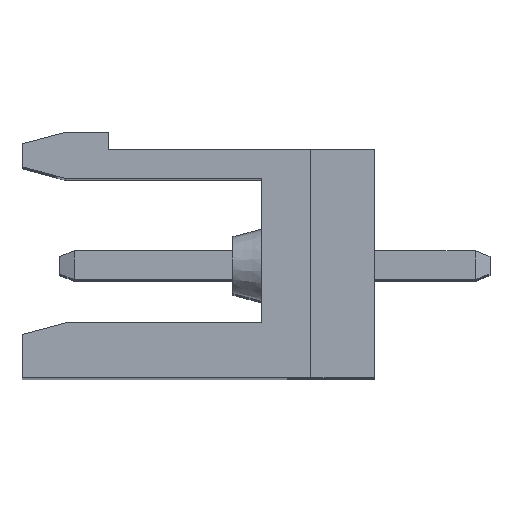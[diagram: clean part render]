
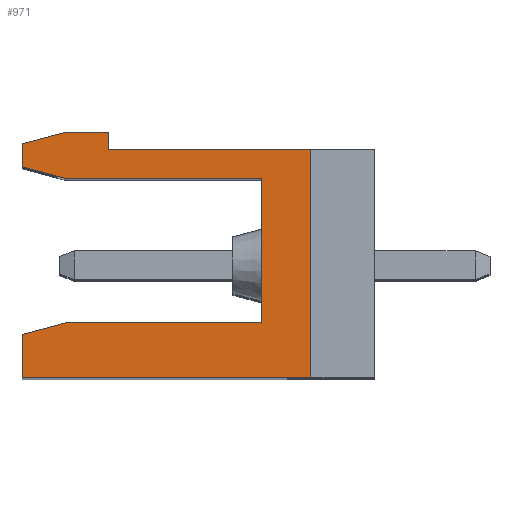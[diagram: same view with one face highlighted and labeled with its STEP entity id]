
A CAD part, top view. The second image highlights one B-rep face of the part: STEP entity #971.
In plain terms, the highlighted planar face has unit normal (0, 0, 1).
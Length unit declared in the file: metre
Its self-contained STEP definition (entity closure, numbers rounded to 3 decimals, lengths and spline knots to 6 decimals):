
#971=ADVANCED_FACE('',(#2128),#2129,.F.);
#2128=FACE_OUTER_BOUND('',#3472,.T.);
#2129=PLANE('',#3473);
#3472=EDGE_LOOP('',(#6222,#6223,#6224,#6225,#6226,#6227,#6228,#6229,#6230,#6231,#6232,#6233,#6234));
#3473=AXIS2_PLACEMENT_3D('',#6235,#6236,#6237);
#6222=ORIENTED_EDGE('',*,*,#8896,.F.);
#6223=ORIENTED_EDGE('',*,*,#8897,.F.);
#6224=ORIENTED_EDGE('',*,*,#8848,.F.);
#6225=ORIENTED_EDGE('',*,*,#8609,.F.);
#6226=ORIENTED_EDGE('',*,*,#8898,.T.);
#6227=ORIENTED_EDGE('',*,*,#8899,.T.);
#6228=ORIENTED_EDGE('',*,*,#8900,.T.);
#6229=ORIENTED_EDGE('',*,*,#8901,.T.);
#6230=ORIENTED_EDGE('',*,*,#8902,.T.);
#6231=ORIENTED_EDGE('',*,*,#8903,.T.);
#6232=ORIENTED_EDGE('',*,*,#8904,.T.);
#6233=ORIENTED_EDGE('',*,*,#8905,.T.);
#6234=ORIENTED_EDGE('',*,*,#8906,.F.);
#6235=CARTESIAN_POINT('',(-0.0037,0.0069,0.39324));
#6236=DIRECTION('',(0.0,0.0,-1.0));
#6237=DIRECTION('',(0.0,-1.0,0.0));
#8609=EDGE_CURVE('',#10473,#10469,#10475,.T.);
#8848=EDGE_CURVE('',#10469,#10837,#10838,.T.);
#8896=EDGE_CURVE('',#10905,#10906,#10907,.T.);
#8897=EDGE_CURVE('',#10837,#10905,#10908,.T.);
#8898=EDGE_CURVE('',#10473,#10909,#10910,.T.);
#8899=EDGE_CURVE('',#10909,#10911,#10912,.T.);
#8900=EDGE_CURVE('',#10911,#10913,#10914,.T.);
#8901=EDGE_CURVE('',#10913,#10915,#10916,.T.);
#8902=EDGE_CURVE('',#10915,#10917,#10918,.T.);
#8903=EDGE_CURVE('',#10917,#10919,#10920,.T.);
#8904=EDGE_CURVE('',#10919,#10921,#10922,.T.);
#8905=EDGE_CURVE('',#10921,#10923,#10924,.T.);
#8906=EDGE_CURVE('',#10906,#10923,#10925,.T.);
#10469=VERTEX_POINT('',#13203);
#10473=VERTEX_POINT('',#13211);
#10475=LINE('',#13214,#13215);
#10837=VERTEX_POINT('',#13749);
#10838=LINE('',#13750,#13751);
#10905=VERTEX_POINT('',#13849);
#10906=VERTEX_POINT('',#13850);
#10907=LINE('',#13851,#13852);
#10908=LINE('',#13853,#13854);
#10909=VERTEX_POINT('',#13855);
#10910=LINE('',#13856,#13857);
#10911=VERTEX_POINT('',#13858);
#10912=LINE('',#13859,#13860);
#10913=VERTEX_POINT('',#13861);
#10914=LINE('',#13862,#13863);
#10915=VERTEX_POINT('',#13864);
#10916=LINE('',#13865,#13866);
#10917=VERTEX_POINT('',#13867);
#10918=LINE('',#13868,#13869);
#10919=VERTEX_POINT('',#13870);
#10920=LINE('',#13871,#13872);
#10921=VERTEX_POINT('',#13873);
#10922=LINE('',#13874,#13875);
#10923=VERTEX_POINT('',#13876);
#10924=LINE('',#13877,#13878);
#10925=LINE('',#13879,#13880);
#13203=CARTESIAN_POINT('',(-0.0105,0.0019,0.39324));
#13211=CARTESIAN_POINT('',(-0.012,0.001498,0.39324));
#13214=CARTESIAN_POINT('',(-0.0105,0.0019,0.39324));
#13215=VECTOR('',#15469,1.0);
#13749=CARTESIAN_POINT('',(-0.0037,0.0019,0.39324));
#13750=CARTESIAN_POINT('',(-0.0037,0.0019,0.39324));
#13751=VECTOR('',#15660,1.0);
#13849=CARTESIAN_POINT('',(-0.0037,0.0069,0.39324));
#13850=CARTESIAN_POINT('',(-0.010507,0.0069,0.39324));
#13851=CARTESIAN_POINT('',(-0.010507,0.0069,0.39324));
#13852=VECTOR('',#15695,1.0);
#13853=CARTESIAN_POINT('',(-0.0037,0.0069,0.39324));
#13854=VECTOR('',#15696,1.0);
#13855=CARTESIAN_POINT('',(-0.012,0.,0.39324));
#13856=CARTESIAN_POINT('',(-0.012,0.0082,0.39324));
#13857=VECTOR('',#15697,1.0);
#13858=CARTESIAN_POINT('',(-0.002,0.,0.39324));
#13859=CARTESIAN_POINT('',(-0.012,0.,0.39324));
#13860=VECTOR('',#15698,1.0);
#13861=CARTESIAN_POINT('',(-0.002,0.0079,0.39324));
#13862=CARTESIAN_POINT('',(-0.002,0.0079,0.39324));
#13863=VECTOR('',#15699,1.0);
#13864=CARTESIAN_POINT('',(-0.009,0.0079,0.39324));
#13865=CARTESIAN_POINT('',(-0.0022,0.0079,0.39324));
#13866=VECTOR('',#15700,1.0);
#13867=CARTESIAN_POINT('',(-0.009,0.0085,0.39324));
#13868=CARTESIAN_POINT('',(-0.009,0.0081,0.39324));
#13869=VECTOR('',#15701,1.0);
#13870=CARTESIAN_POINT('',(-0.010507,0.0085,0.39324));
#13871=CARTESIAN_POINT('',(-0.009,0.0085,0.39324));
#13872=VECTOR('',#15702,1.0);
#13873=CARTESIAN_POINT('',(-0.012,0.0081,0.39324));
#13874=CARTESIAN_POINT('',(-0.010507,0.0085,0.39324));
#13875=VECTOR('',#15703,1.0);
#13876=CARTESIAN_POINT('',(-0.012,0.0073,0.39324));
#13877=CARTESIAN_POINT('',(-0.012,0.0082,0.39324));
#13878=VECTOR('',#15704,1.0);
#13879=CARTESIAN_POINT('',(-0.012,0.0073,0.39324));
#13880=VECTOR('',#15705,1.0);
#15469=DIRECTION('',(0.966,0.259,0.0));
#15660=DIRECTION('',(1.0,0.0,0.0));
#15695=DIRECTION('',(-1.0,0.0,0.0));
#15696=DIRECTION('',(0.,1.0,0.0));
#15697=DIRECTION('',(0.0,-1.0,0.0));
#15698=DIRECTION('',(1.0,0.0,0.0));
#15699=DIRECTION('',(0.0,1.0,0.0));
#15700=DIRECTION('',(-1.0,0.0,0.0));
#15701=DIRECTION('',(0.,1.0,0.0));
#15702=DIRECTION('',(-1.0,0.0,0.0));
#15703=DIRECTION('',(-0.966,-0.259,0.0));
#15704=DIRECTION('',(0.0,-1.0,0.0));
#15705=DIRECTION('',(-0.966,0.259,0.0));
